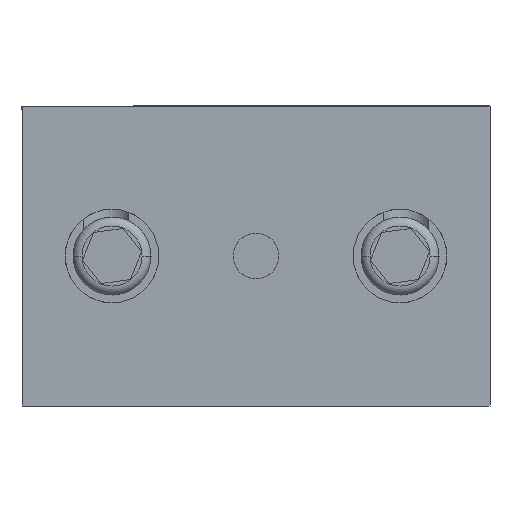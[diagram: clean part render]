
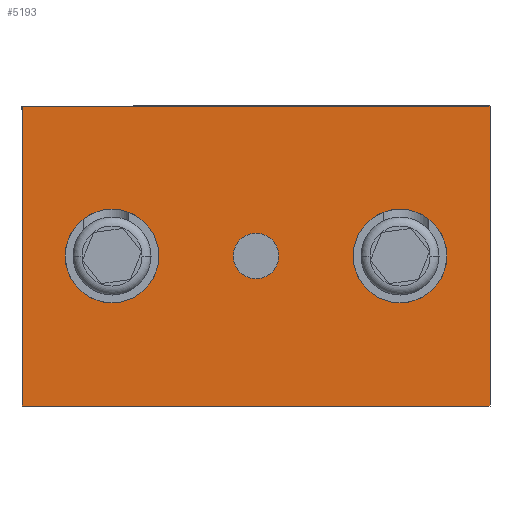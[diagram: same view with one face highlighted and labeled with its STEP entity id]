
A CAD part, front view. The second image highlights one B-rep face of the part: STEP entity #5193.
In plain terms, the highlighted planar face has unit normal (0, -1, 0).
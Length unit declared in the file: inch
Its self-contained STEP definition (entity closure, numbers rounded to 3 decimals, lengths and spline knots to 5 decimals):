
#273 = LINE ( 'NONE', #2181, #5803 ) ;
#272 = FACE_BOUND ( 'NONE', #4434, .T. ) ;
#295 = CIRCLE ( 'NONE', #4527, 0.078 ) ;
#317 = AXIS2_PLACEMENT_3D ( 'NONE', #5184, #3652, #5599 ) ;
#396 = EDGE_CURVE ( 'NONE', #1477, #5060, #3537, .T. ) ;
#498 = CARTESIAN_POINT ( 'NONE',  ( -0.24, 0., 0. ) ) ;
#542 = CARTESIAN_POINT ( 'NONE',  ( 0.24, 0., 0. ) ) ;
#567 = AXIS2_PLACEMENT_3D ( 'NONE', #498, #1491, #5885 ) ;
#773 = VECTOR ( 'NONE', #4574, 39.37008 ) ;
#803 = FACE_OUTER_BOUND ( 'NONE', #2828, .T. ) ;
#830 = ORIENTED_EDGE ( 'NONE', *, *, #3405, .F. ) ;
#939 = ORIENTED_EDGE ( 'NONE', *, *, #5709, .F. ) ;
#1256 = EDGE_CURVE ( 'NONE', #3232, #5961, #1658, .T. ) ;
#1274 = DIRECTION ( 'NONE',  ( 0., 0., 1. ) ) ;
#1477 = VERTEX_POINT ( 'NONE', #6193 ) ;
#1491 = DIRECTION ( 'NONE',  ( 0., -1., 0. ) ) ;
#1497 = CARTESIAN_POINT ( 'NONE',  ( 0.39, 0., -0.25 ) ) ;
#1643 = DIRECTION ( 'NONE',  ( 0., 1., 0. ) ) ;
#1653 = CARTESIAN_POINT ( 'NONE',  ( -0.24, 0., 0.078 ) ) ;
#1658 = CIRCLE ( 'NONE', #2463, 0.078 ) ;
#1709 = DIRECTION ( 'NONE',  ( -1., 0., 0. ) ) ;
#1718 = EDGE_CURVE ( 'NONE', #5060, #5333, #5998, .T. ) ;
#1752 = CARTESIAN_POINT ( 'NONE',  ( -0.24, 0., 0. ) ) ;
#1784 = DIRECTION ( 'NONE',  ( 0., 0., -1. ) ) ;
#1795 = VECTOR ( 'NONE', #4182, 39.37008 ) ;
#1919 = ORIENTED_EDGE ( 'NONE', *, *, #396, .F. ) ;
#1952 = EDGE_CURVE ( 'NONE', #4520, #3369, #3125, .T. ) ;
#2023 = ORIENTED_EDGE ( 'NONE', *, *, #1718, .F. ) ;
#2135 = ORIENTED_EDGE ( 'NONE', *, *, #1952, .F. ) ;
#2181 = CARTESIAN_POINT ( 'NONE',  ( -0.39, 0., -0.25 ) ) ;
#2248 = CARTESIAN_POINT ( 'NONE',  ( -0.24, 0., -0.078 ) ) ;
#2306 = CARTESIAN_POINT ( 'NONE',  ( -0.39, 0., 0.25 ) ) ;
#2463 = AXIS2_PLACEMENT_3D ( 'NONE', #1752, #3666, #1784 ) ;
#2715 = PLANE ( 'NONE',  #4413 ) ;
#2734 = ORIENTED_EDGE ( 'NONE', *, *, #3556, .F. ) ;
#2753 = CARTESIAN_POINT ( 'NONE',  ( 0.24, 0., 0.078 ) ) ;
#2828 = EDGE_LOOP ( 'NONE', ( #1919, #2734, #4993, #2023 ) ) ;
#2892 = DIRECTION ( 'NONE',  ( 0., -1., 0. ) ) ;
#2930 = VERTEX_POINT ( 'NONE', #1497 ) ;
#3119 = EDGE_LOOP ( 'NONE', ( #939, #2135 ) ) ;
#3125 = CIRCLE ( 'NONE', #317, 0.078 ) ;
#3232 = VERTEX_POINT ( 'NONE', #2248 ) ;
#3369 = VERTEX_POINT ( 'NONE', #5759 ) ;
#3405 = EDGE_CURVE ( 'NONE', #5961, #3232, #5501, .T. ) ;
#3490 = CARTESIAN_POINT ( 'NONE',  ( -0.39, 0., 0.25 ) ) ;
#3537 = LINE ( 'NONE', #5986, #773 ) ;
#3556 = EDGE_CURVE ( 'NONE', #2930, #1477, #273, .T. ) ;
#3652 = DIRECTION ( 'NONE',  ( 0., -1., 0. ) ) ;
#3666 = DIRECTION ( 'NONE',  ( 0., -1., 0. ) ) ;
#4167 = FACE_BOUND ( 'NONE', #3119, .T. ) ;
#4182 = DIRECTION ( 'NONE',  ( 0., 0., -1. ) ) ;
#4413 = AXIS2_PLACEMENT_3D ( 'NONE', #5003, #1643, #1274 ) ;
#4434 = EDGE_LOOP ( 'NONE', ( #4552, #830 ) ) ;
#4440 = VECTOR ( 'NONE', #4587, 39.37008 ) ;
#4520 = VERTEX_POINT ( 'NONE', #2753 ) ;
#4527 = AXIS2_PLACEMENT_3D ( 'NONE', #542, #2892, #5894 ) ;
#4552 = ORIENTED_EDGE ( 'NONE', *, *, #1256, .F. ) ;
#4574 = DIRECTION ( 'NONE',  ( 0., 0., 1. ) ) ;
#4587 = DIRECTION ( 'NONE',  ( 1., 0., 0. ) ) ;
#4643 = LINE ( 'NONE', #5113, #1795 ) ;
#4993 = ORIENTED_EDGE ( 'NONE', *, *, #6002, .F. ) ;
#5003 = CARTESIAN_POINT ( 'NONE',  ( 0., 0., 0. ) ) ;
#5060 = VERTEX_POINT ( 'NONE', #2306 ) ;
#5113 = CARTESIAN_POINT ( 'NONE',  ( 0.39, 0., -0.25 ) ) ;
#5184 = CARTESIAN_POINT ( 'NONE',  ( 0.24, 0., 0. ) ) ;
#5193 = ADVANCED_FACE ( 'NONE', ( #4167, #272, #803 ), #2715, .F. ) ;
#5333 = VERTEX_POINT ( 'NONE', #6005 ) ;
#5501 = CIRCLE ( 'NONE', #567, 0.078 ) ;
#5599 = DIRECTION ( 'NONE',  ( 0., 0., -1. ) ) ;
#5709 = EDGE_CURVE ( 'NONE', #3369, #4520, #295, .T. ) ;
#5759 = CARTESIAN_POINT ( 'NONE',  ( 0.24, 0., -0.078 ) ) ;
#5803 = VECTOR ( 'NONE', #1709, 39.37008 ) ;
#5885 = DIRECTION ( 'NONE',  ( 0., 0., -1. ) ) ;
#5894 = DIRECTION ( 'NONE',  ( 0., 0., -1. ) ) ;
#5961 = VERTEX_POINT ( 'NONE', #1653 ) ;
#5986 = CARTESIAN_POINT ( 'NONE',  ( -0.39, 0., -0.25 ) ) ;
#5998 = LINE ( 'NONE', #3490, #4440 ) ;
#6002 = EDGE_CURVE ( 'NONE', #5333, #2930, #4643, .T. ) ;
#6005 = CARTESIAN_POINT ( 'NONE',  ( 0.39, 0., 0.25 ) ) ;
#6193 = CARTESIAN_POINT ( 'NONE',  ( -0.39, 0., -0.25 ) ) ;
